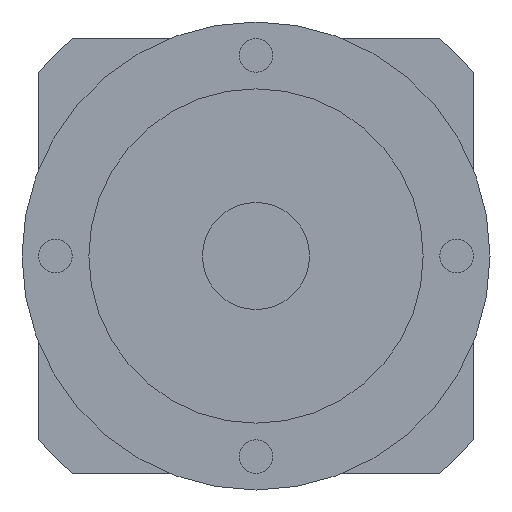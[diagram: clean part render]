
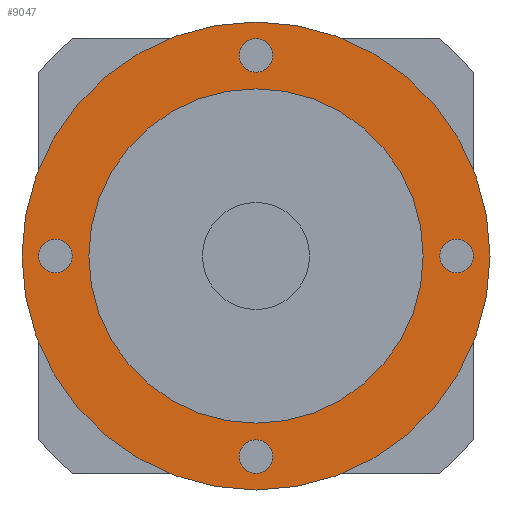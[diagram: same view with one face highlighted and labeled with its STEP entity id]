
A CAD part, front view. The second image highlights one B-rep face of the part: STEP entity #9047.
In plain terms, the highlighted planar face has unit normal (0, -1, 0).
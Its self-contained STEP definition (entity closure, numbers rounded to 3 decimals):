
#115 = AXIS2_PLACEMENT_3D ( 'NONE', #3236, #14036, #7989 ) ;
#393 = DIRECTION ( 'NONE',  ( 0., -1., 0. ) ) ;
#512 = CARTESIAN_POINT ( 'NONE',  ( 0., 36., -25. ) ) ;
#716 = DIRECTION ( 'NONE',  ( 0., 0., -1. ) ) ;
#898 = VERTEX_POINT ( 'NONE', #10391 ) ;
#1102 = CARTESIAN_POINT ( 'NONE',  ( 0., 36., 35. ) ) ;
#1198 = EDGE_LOOP ( 'NONE', ( #3109, #13672 ) ) ;
#1354 = DIRECTION ( 'NONE',  ( 0., 0., -1. ) ) ;
#1444 = DIRECTION ( 'NONE',  ( 0., 0., -1. ) ) ;
#1501 = VERTEX_POINT ( 'NONE', #512 ) ;
#1735 = AXIS2_PLACEMENT_3D ( 'NONE', #12317, #8828, #11203 ) ;
#2055 = AXIS2_PLACEMENT_3D ( 'NONE', #15124, #9303, #15283 ) ;
#2057 = DIRECTION ( 'NONE',  ( 0., 0., -1. ) ) ;
#2145 = EDGE_CURVE ( 'NONE', #1501, #9322, #10158, .T. ) ;
#2150 = FACE_BOUND ( 'NONE', #2924, .T. ) ;
#2644 = DIRECTION ( 'NONE',  ( 0., -1., 0. ) ) ;
#2851 = AXIS2_PLACEMENT_3D ( 'NONE', #10642, #7154, #14311 ) ;
#2924 = EDGE_LOOP ( 'NONE', ( #5881, #4232 ) ) ;
#2963 = VERTEX_POINT ( 'NONE', #1102 ) ;
#3109 = ORIENTED_EDGE ( 'NONE', *, *, #4091, .F. ) ;
#3152 = DIRECTION ( 'NONE',  ( 0., -1., 0. ) ) ;
#3190 = ORIENTED_EDGE ( 'NONE', *, *, #15073, .F. ) ;
#3192 = DIRECTION ( 'NONE',  ( 0., 0., -1. ) ) ;
#3236 = CARTESIAN_POINT ( 'NONE',  ( 0., 36., 0. ) ) ;
#3307 = EDGE_CURVE ( 'NONE', #9322, #1501, #4427, .T. ) ;
#3360 = VERTEX_POINT ( 'NONE', #15543 ) ;
#3863 = CIRCLE ( 'NONE', #12738, 2.5 ) ;
#4091 = EDGE_CURVE ( 'NONE', #11288, #13295, #5957, .T. ) ;
#4232 = ORIENTED_EDGE ( 'NONE', *, *, #4406, .F. ) ;
#4406 = EDGE_CURVE ( 'NONE', #15581, #5858, #12023, .T. ) ;
#4427 = CIRCLE ( 'NONE', #115, 25. ) ;
#4461 = FACE_BOUND ( 'NONE', #5024, .T. ) ;
#4527 = AXIS2_PLACEMENT_3D ( 'NONE', #14776, #7388, #1354 ) ;
#5014 = CIRCLE ( 'NONE', #12363, 2.5 ) ;
#5024 = EDGE_LOOP ( 'NONE', ( #3190, #12369 ) ) ;
#5279 = ORIENTED_EDGE ( 'NONE', *, *, #5892, .T. ) ;
#5320 = DIRECTION ( 'NONE',  ( 0., 0., -1. ) ) ;
#5624 = EDGE_LOOP ( 'NONE', ( #5279, #11188 ) ) ;
#5858 = VERTEX_POINT ( 'NONE', #13597 ) ;
#5881 = ORIENTED_EDGE ( 'NONE', *, *, #6011, .F. ) ;
#5892 = EDGE_CURVE ( 'NONE', #13569, #2963, #11360, .T. ) ;
#5903 = AXIS2_PLACEMENT_3D ( 'NONE', #8986, #2644, #1444 ) ;
#5957 = CIRCLE ( 'NONE', #7980, 2.5 ) ;
#5968 = FACE_OUTER_BOUND ( 'NONE', #5624, .T. ) ;
#6011 = EDGE_CURVE ( 'NONE', #5858, #15581, #15196, .T. ) ;
#6044 = PLANE ( 'NONE',  #2851 ) ;
#6460 = AXIS2_PLACEMENT_3D ( 'NONE', #11352, #6755, #3192 ) ;
#6483 = DIRECTION ( 'NONE',  ( 0., 0., -1. ) ) ;
#6755 = DIRECTION ( 'NONE',  ( 0., -1., 0. ) ) ;
#6756 = ORIENTED_EDGE ( 'NONE', *, *, #2145, .F. ) ;
#6812 = AXIS2_PLACEMENT_3D ( 'NONE', #15178, #7852, #716 ) ;
#6900 = DIRECTION ( 'NONE',  ( 0., 0., -1. ) ) ;
#7056 = CARTESIAN_POINT ( 'NONE',  ( 30., 36., 2.5 ) ) ;
#7084 = EDGE_CURVE ( 'NONE', #3360, #8620, #10671, .T. ) ;
#7154 = DIRECTION ( 'NONE',  ( 0., 1., 0. ) ) ;
#7166 = ORIENTED_EDGE ( 'NONE', *, *, #3307, .F. ) ;
#7388 = DIRECTION ( 'NONE',  ( 0., -1., 0. ) ) ;
#7852 = DIRECTION ( 'NONE',  ( 0., -1., 0. ) ) ;
#7950 = DIRECTION ( 'NONE',  ( 0., -1., 0. ) ) ;
#7980 = AXIS2_PLACEMENT_3D ( 'NONE', #12448, #393, #5320 ) ;
#7989 = DIRECTION ( 'NONE',  ( 0., 0., -1. ) ) ;
#8132 = AXIS2_PLACEMENT_3D ( 'NONE', #14063, #12864, #2057 ) ;
#8620 = VERTEX_POINT ( 'NONE', #10835 ) ;
#8828 = DIRECTION ( 'NONE',  ( 0., -1., 0. ) ) ;
#8978 = CARTESIAN_POINT ( 'NONE',  ( 30., 36., -2.5 ) ) ;
#8986 = CARTESIAN_POINT ( 'NONE',  ( 0., 36., 0. ) ) ;
#8989 = CIRCLE ( 'NONE', #6460, 2.5 ) ;
#9047 = ADVANCED_FACE ( 'NONE', ( #13033, #11987, #4461, #2150, #15662, #5968 ), #6044, .F. ) ;
#9303 = DIRECTION ( 'NONE',  ( 0., -1., 0. ) ) ;
#9322 = VERTEX_POINT ( 'NONE', #12123 ) ;
#9344 = EDGE_LOOP ( 'NONE', ( #10461, #10608 ) ) ;
#9451 = EDGE_LOOP ( 'NONE', ( #6756, #7166 ) ) ;
#10158 = CIRCLE ( 'NONE', #2055, 25. ) ;
#10223 = CARTESIAN_POINT ( 'NONE',  ( 0., 36., -35. ) ) ;
#10250 = EDGE_CURVE ( 'NONE', #13295, #11288, #3863, .T. ) ;
#10391 = CARTESIAN_POINT ( 'NONE',  ( 0., 36., -32.5 ) ) ;
#10461 = ORIENTED_EDGE ( 'NONE', *, *, #7084, .F. ) ;
#10608 = ORIENTED_EDGE ( 'NONE', *, *, #12233, .F. ) ;
#10642 = CARTESIAN_POINT ( 'NONE',  ( -25., 36., 0. ) ) ;
#10671 = CIRCLE ( 'NONE', #8132, 2.5 ) ;
#10684 = EDGE_CURVE ( 'NONE', #2963, #13569, #12497, .T. ) ;
#10835 = CARTESIAN_POINT ( 'NONE',  ( 0., 36., 32.5 ) ) ;
#11188 = ORIENTED_EDGE ( 'NONE', *, *, #10684, .T. ) ;
#11203 = DIRECTION ( 'NONE',  ( 0., 0., -1. ) ) ;
#11288 = VERTEX_POINT ( 'NONE', #8978 ) ;
#11352 = CARTESIAN_POINT ( 'NONE',  ( 0., 36., -30. ) ) ;
#11360 = CIRCLE ( 'NONE', #1735, 35. ) ;
#11754 = CARTESIAN_POINT ( 'NONE',  ( 30., 36., 0. ) ) ;
#11866 = CARTESIAN_POINT ( 'NONE',  ( -30., 36., 2.5 ) ) ;
#11987 = FACE_BOUND ( 'NONE', #1198, .T. ) ;
#12023 = CIRCLE ( 'NONE', #12768, 2.5 ) ;
#12123 = CARTESIAN_POINT ( 'NONE',  ( 0., 36., 25. ) ) ;
#12233 = EDGE_CURVE ( 'NONE', #8620, #3360, #5014, .T. ) ;
#12317 = CARTESIAN_POINT ( 'NONE',  ( 0., 36., 0. ) ) ;
#12363 = AXIS2_PLACEMENT_3D ( 'NONE', #13015, #15330, #6900 ) ;
#12369 = ORIENTED_EDGE ( 'NONE', *, *, #13218, .F. ) ;
#12448 = CARTESIAN_POINT ( 'NONE',  ( 30., 36., 0. ) ) ;
#12497 = CIRCLE ( 'NONE', #5903, 35. ) ;
#12730 = VERTEX_POINT ( 'NONE', #15447 ) ;
#12738 = AXIS2_PLACEMENT_3D ( 'NONE', #11754, #7950, #12874 ) ;
#12768 = AXIS2_PLACEMENT_3D ( 'NONE', #13791, #3152, #6483 ) ;
#12864 = DIRECTION ( 'NONE',  ( 0., -1., 0. ) ) ;
#12874 = DIRECTION ( 'NONE',  ( 0., 0., -1. ) ) ;
#12893 = CIRCLE ( 'NONE', #6812, 2.5 ) ;
#13015 = CARTESIAN_POINT ( 'NONE',  ( 0., 36., 30. ) ) ;
#13033 = FACE_BOUND ( 'NONE', #9344, .T. ) ;
#13218 = EDGE_CURVE ( 'NONE', #12730, #898, #12893, .T. ) ;
#13295 = VERTEX_POINT ( 'NONE', #7056 ) ;
#13569 = VERTEX_POINT ( 'NONE', #10223 ) ;
#13597 = CARTESIAN_POINT ( 'NONE',  ( -30., 36., -2.5 ) ) ;
#13672 = ORIENTED_EDGE ( 'NONE', *, *, #10250, .F. ) ;
#13791 = CARTESIAN_POINT ( 'NONE',  ( -30., 36., 0. ) ) ;
#14036 = DIRECTION ( 'NONE',  ( 0., -1., 0. ) ) ;
#14063 = CARTESIAN_POINT ( 'NONE',  ( 0., 36., 30. ) ) ;
#14311 = DIRECTION ( 'NONE',  ( 0., 0., 1. ) ) ;
#14776 = CARTESIAN_POINT ( 'NONE',  ( -30., 36., 0. ) ) ;
#15073 = EDGE_CURVE ( 'NONE', #898, #12730, #8989, .T. ) ;
#15124 = CARTESIAN_POINT ( 'NONE',  ( 0., 36., 0. ) ) ;
#15178 = CARTESIAN_POINT ( 'NONE',  ( 0., 36., -30. ) ) ;
#15196 = CIRCLE ( 'NONE', #4527, 2.5 ) ;
#15283 = DIRECTION ( 'NONE',  ( 0., 0., -1. ) ) ;
#15330 = DIRECTION ( 'NONE',  ( 0., -1., 0. ) ) ;
#15447 = CARTESIAN_POINT ( 'NONE',  ( 0., 36., -27.5 ) ) ;
#15543 = CARTESIAN_POINT ( 'NONE',  ( 0., 36., 27.5 ) ) ;
#15581 = VERTEX_POINT ( 'NONE', #11866 ) ;
#15662 = FACE_BOUND ( 'NONE', #9451, .T. ) ;
